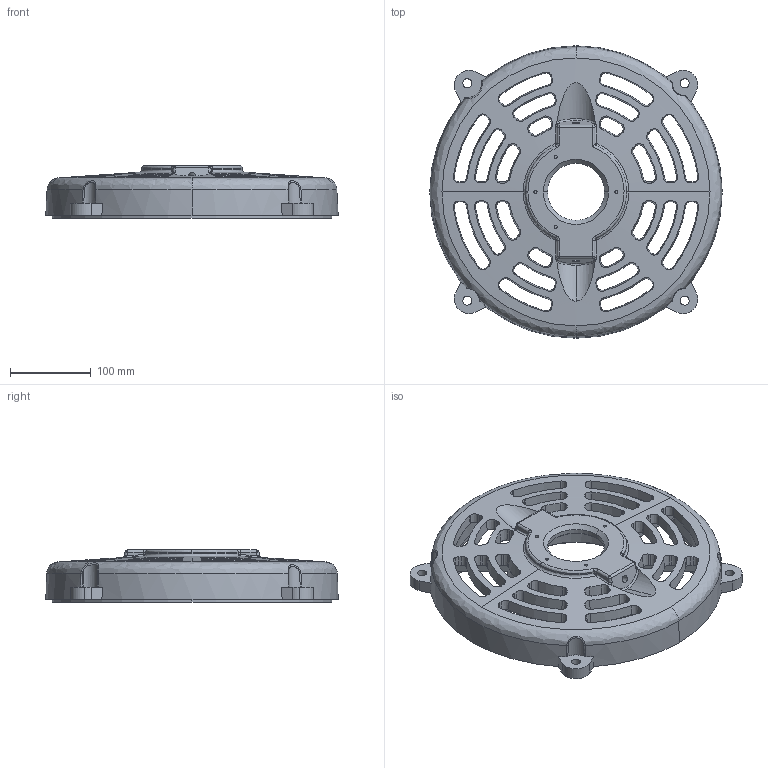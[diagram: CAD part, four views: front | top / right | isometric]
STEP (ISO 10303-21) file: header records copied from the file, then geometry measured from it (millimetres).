
FILE_DESCRIPTION (( 'STEP AP214' ), '1' );
FILE_NAME ('MTADP-DEB-320.STEP', '2020-07-08T14:00:25', ( '' ), ( '' ), 'SwSTEP 2.0', 'SolidWorks 2017', '' );
FILE_SCHEMA (( 'AUTOMOTIVE_DESIGN' ));
Length unit declared in the file: inch
Products named in the file (1): MTADP-DEB-320
Bounding box: 361.99 x 361.99 x 64.6 mm (x, y, z)
Volume: 1920875.3 mm3; surface area: 348950.1 mm2
Topology: 1 solids, 1 shells, 596 faces, 1681 edges, 1054 vertices
Faces by surface type: cone 199, plane 177, cylinder 135, bspline 83, torus 2
Entity records: 26535 total; most frequent: CARTESIAN_POINT 11829, ORIENTED_EDGE 3330, DIRECTION 2857, EDGE_CURVE 1665, AXIS2_PLACEMENT_3D 1122, VERTEX_POINT 1054, EDGE_LOOP 645, VECTOR 613
